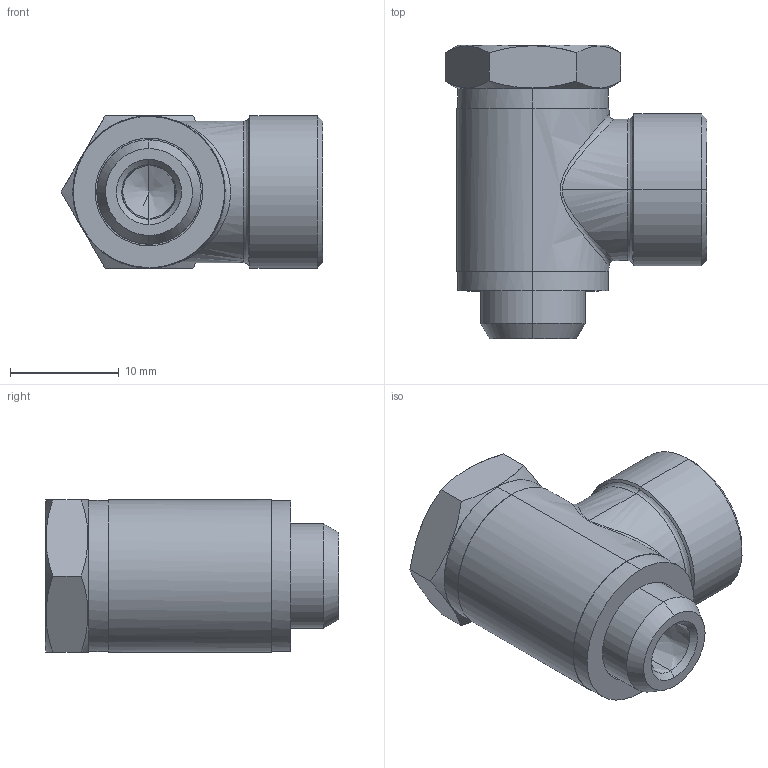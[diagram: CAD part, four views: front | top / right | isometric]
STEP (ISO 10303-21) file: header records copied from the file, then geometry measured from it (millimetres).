
FILE_DESCRIPTION(( 'MA.31.18.18+.stp' ), '1');
FILE_NAME( 'MA.31.18.18+.stp', '2019-06-20T13:55:57',( 'Sopra'),('sopra-pneumatic.com'), 'SwSTEP 2.0','SolidWorks 2009','' );
FILE_SCHEMA (('CONFIG_CONTROL_DESIGN'));
Length unit declared in the file: millimetre
Products named in the file (4): Document; A0210001; 001-0182; 003-0046
Assembly tree (4 placements, depth 3):
  Document
    A0210001
      001-0182
      003-0046  x2
Bounding box: 24.08 x 27 x 14 mm (x, y, z)
Volume: 2169.2 mm3; surface area: 4060 mm2
Topology: 3 solids, 4 shells, 92 faces, 213 edges, 123 vertices
Faces by surface type: bspline 76, plane 16
Entity records: 5836 total; most frequent: CARTESIAN_POINT 4302, ORIENTED_EDGE 386, EDGE_CURVE 199, B_SPLINE_CURVE_WITH_KNOTS 119, VERTEX_POINT 115, EDGE_LOOP 98, ADVANCED_FACE 86, FACE_OUTER_BOUND 86
